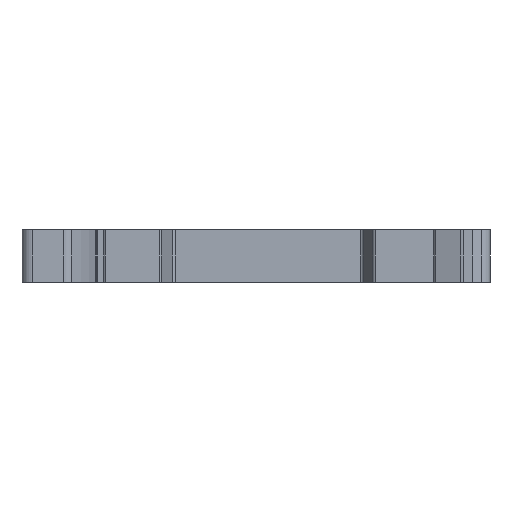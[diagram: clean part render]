
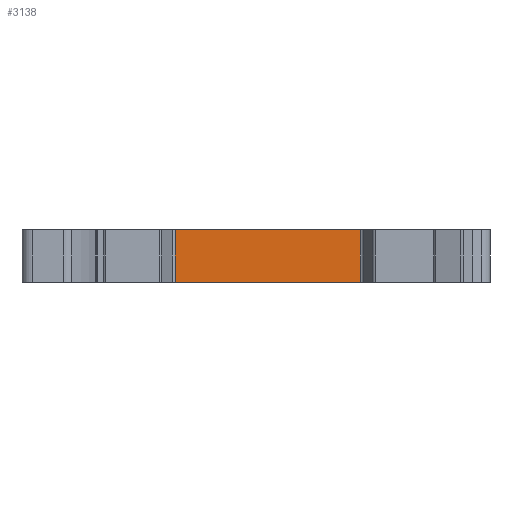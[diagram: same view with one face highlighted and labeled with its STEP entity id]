
A CAD part, front view. The second image highlights one B-rep face of the part: STEP entity #3138.
In plain terms, the highlighted planar face has unit normal (0, -1, 0).
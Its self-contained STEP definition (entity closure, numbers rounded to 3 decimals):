
#193 = LINE ( 'NONE', #2033, #4134 ) ;
#677 = VECTOR ( 'NONE', #741, 1000. ) ;
#741 = DIRECTION ( 'NONE',  ( 1., 0., 0. ) ) ;
#812 = CARTESIAN_POINT ( 'NONE',  ( -10.222, 0., 5. ) ) ;
#835 = CARTESIAN_POINT ( 'NONE',  ( -8.746, 0., 0. ) ) ;
#1170 = DIRECTION ( 'NONE',  ( 1., 0., 0. ) ) ;
#1296 = LINE ( 'NONE', #4894, #4893 ) ;
#1464 = ORIENTED_EDGE ( 'NONE', *, *, #3788, .F. ) ;
#1642 = ORIENTED_EDGE ( 'NONE', *, *, #2241, .F. ) ;
#1675 = LINE ( 'NONE', #812, #677 ) ;
#1820 = ORIENTED_EDGE ( 'NONE', *, *, #4649, .T. ) ;
#2033 = CARTESIAN_POINT ( 'NONE',  ( -8.746, 0., 0. ) ) ;
#2241 = EDGE_CURVE ( 'NONE', #2740, #6209, #1296, .T. ) ;
#2452 = VERTEX_POINT ( 'NONE', #2661 ) ;
#2499 = CARTESIAN_POINT ( 'NONE',  ( 8.746, 0., 0. ) ) ;
#2661 = CARTESIAN_POINT ( 'NONE',  ( -8.746, 0., 5. ) ) ;
#2740 = VERTEX_POINT ( 'NONE', #3968 ) ;
#3047 = ORIENTED_EDGE ( 'NONE', *, *, #6658, .F. ) ;
#3138 = ADVANCED_FACE ( 'NONE', ( #5610 ), #3650, .F. ) ;
#3287 = AXIS2_PLACEMENT_3D ( 'NONE', #3627, #3606, #3591 ) ;
#3451 = EDGE_LOOP ( 'NONE', ( #1642, #3047, #1464, #1820 ) ) ;
#3591 = DIRECTION ( 'NONE',  ( -1., 0., 0. ) ) ;
#3606 = DIRECTION ( 'NONE',  ( 0., 1., 0. ) ) ;
#3627 = CARTESIAN_POINT ( 'NONE',  ( -8.746, 0., 5. ) ) ;
#3650 = PLANE ( 'NONE',  #3287 ) ;
#3788 = EDGE_CURVE ( 'NONE', #6651, #2452, #5329, .T. ) ;
#3968 = CARTESIAN_POINT ( 'NONE',  ( 8.746, 0., 5. ) ) ;
#4134 = VECTOR ( 'NONE', #1170, 1000. ) ;
#4649 = EDGE_CURVE ( 'NONE', #6651, #6209, #193, .T. ) ;
#4874 = DIRECTION ( 'NONE',  ( 0., 0., -1. ) ) ;
#4893 = VECTOR ( 'NONE', #4874, 1000. ) ;
#4894 = CARTESIAN_POINT ( 'NONE',  ( 8.746, 0., 5. ) ) ;
#5279 = VECTOR ( 'NONE', #5963, 1000. ) ;
#5329 = LINE ( 'NONE', #5918, #5279 ) ;
#5610 = FACE_OUTER_BOUND ( 'NONE', #3451, .T. ) ;
#5918 = CARTESIAN_POINT ( 'NONE',  ( -8.746, 0., 5. ) ) ;
#5963 = DIRECTION ( 'NONE',  ( 0., 0., 1. ) ) ;
#6209 = VERTEX_POINT ( 'NONE', #2499 ) ;
#6651 = VERTEX_POINT ( 'NONE', #835 ) ;
#6658 = EDGE_CURVE ( 'NONE', #2452, #2740, #1675, .T. ) ;
